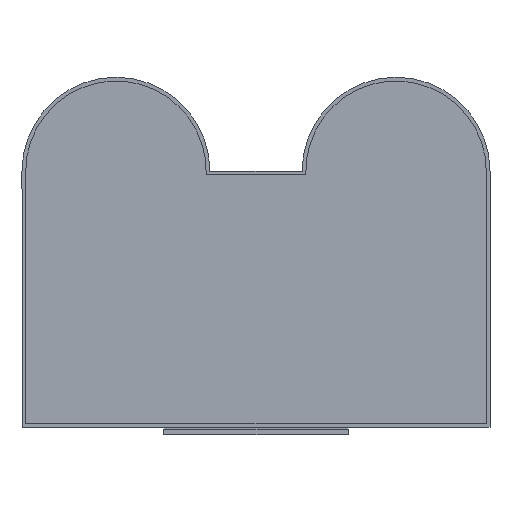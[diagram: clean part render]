
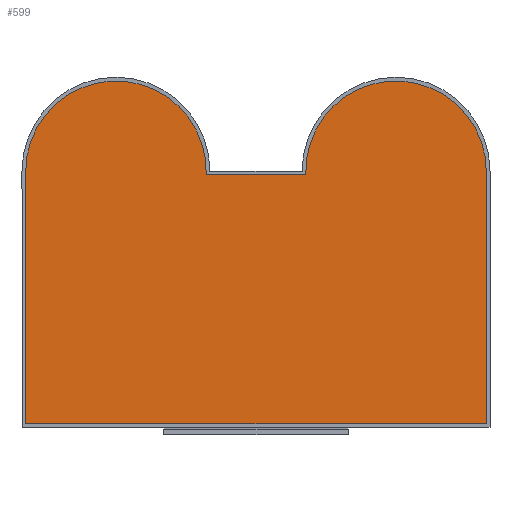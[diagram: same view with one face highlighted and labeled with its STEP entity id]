
A CAD part, front view. The second image highlights one B-rep face of the part: STEP entity #599.
In plain terms, the highlighted planar face has unit normal (0, -1, 0).
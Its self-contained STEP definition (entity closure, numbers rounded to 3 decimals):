
#52=CIRCLE('',#688,2.45);
#54=CIRCLE('',#692,2.45);
#157=ORIENTED_EDGE('',*,*,#255,.F.);
#158=ORIENTED_EDGE('',*,*,#270,.F.);
#159=ORIENTED_EDGE('',*,*,#267,.F.);
#160=ORIENTED_EDGE('',*,*,#264,.F.);
#161=ORIENTED_EDGE('',*,*,#261,.F.);
#162=ORIENTED_EDGE('',*,*,#258,.F.);
#255=EDGE_CURVE('',#321,#322,#377,.T.);
#258=EDGE_CURVE('',#322,#324,#52,.T.);
#261=EDGE_CURVE('',#324,#326,#381,.T.);
#264=EDGE_CURVE('',#326,#328,#54,.T.);
#267=EDGE_CURVE('',#328,#330,#385,.T.);
#270=EDGE_CURVE('',#330,#321,#388,.T.);
#321=VERTEX_POINT('',#961);
#322=VERTEX_POINT('',#963);
#324=VERTEX_POINT('',#969);
#326=VERTEX_POINT('',#975);
#328=VERTEX_POINT('',#981);
#330=VERTEX_POINT('',#987);
#377=LINE('',#962,#443);
#381=LINE('',#974,#447);
#385=LINE('',#986,#451);
#388=LINE('',#991,#454);
#443=VECTOR('',#792,1000.);
#447=VECTOR('',#804,1000.);
#451=VECTOR('',#816,1000.);
#454=VECTOR('',#821,1000.);
#501=EDGE_LOOP('',(#157,#158,#159,#160,#161,#162));
#537=FACE_BOUND('',#501,.T.);
#565=PLANE('',#695);
#599=ADVANCED_FACE('',(#537),#565,.F.);
#688=AXIS2_PLACEMENT_3D('',#968,#798,#799);
#692=AXIS2_PLACEMENT_3D('',#980,#810,#811);
#695=AXIS2_PLACEMENT_3D('',#992,#822,#823);
#792=DIRECTION('',(0.,0.,1.));
#798=DIRECTION('',(0.,1.,0.));
#799=DIRECTION('',(-1.,0.,0.));
#804=DIRECTION('',(1.,0.,0.));
#810=DIRECTION('',(0.,1.,0.));
#811=DIRECTION('',(1.,0.,0.));
#816=DIRECTION('',(0.,0.,-1.));
#821=DIRECTION('',(-1.,0.,0.));
#822=DIRECTION('',(0.,1.,0.));
#823=DIRECTION('',(0.,0.,1.));
#961=CARTESIAN_POINT('',(-6.25,-499.995,-4.65));
#962=CARTESIAN_POINT('',(-6.25,-499.995,-4.65));
#963=CARTESIAN_POINT('',(-6.25,-499.995,2.2));
#968=CARTESIAN_POINT('',(-3.8,-499.995,2.2));
#969=CARTESIAN_POINT('',(-1.352,-499.995,2.1));
#974=CARTESIAN_POINT('',(-1.352,-499.995,2.1));
#975=CARTESIAN_POINT('',(1.352,-499.995,2.1));
#980=CARTESIAN_POINT('',(3.8,-499.995,2.2));
#981=CARTESIAN_POINT('',(6.25,-499.995,2.2));
#986=CARTESIAN_POINT('',(6.25,-499.995,2.2));
#987=CARTESIAN_POINT('',(6.25,-499.995,-4.65));
#991=CARTESIAN_POINT('',(6.25,-499.995,-4.65));
#992=CARTESIAN_POINT('',(-3.8,-499.995,2.2));
